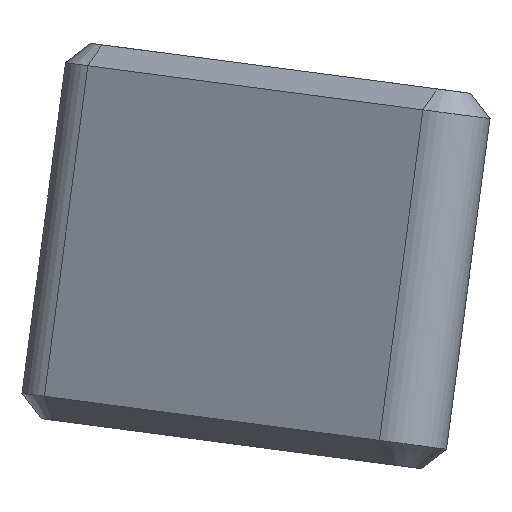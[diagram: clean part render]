
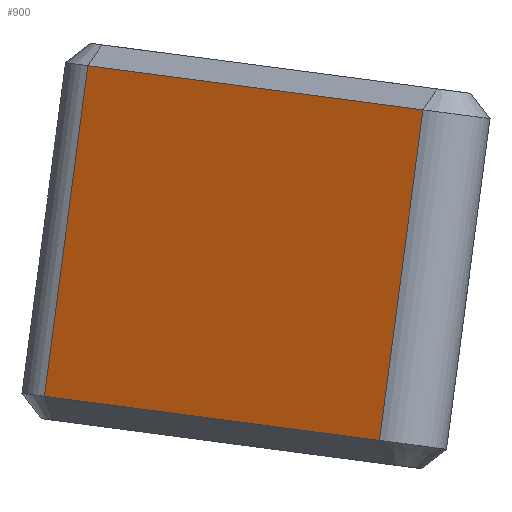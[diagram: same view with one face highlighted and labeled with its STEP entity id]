
A CAD part, left-side view. The second image highlights one B-rep face of the part: STEP entity #900.
In plain terms, the highlighted planar face has unit normal (-0.866, 0.496, 0.065).
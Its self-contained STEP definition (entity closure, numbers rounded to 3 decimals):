
#105=FACE_OUTER_BOUND('',#164,.T.);
#164=EDGE_LOOP('',(#657,#658,#659,#660));
#231=LINE('',#1389,#322);
#240=LINE('',#1421,#331);
#241=LINE('',#1425,#332);
#242=LINE('',#1426,#333);
#322=VECTOR('',#1090,10.);
#331=VECTOR('',#1129,10.);
#332=VECTOR('',#1134,10.);
#333=VECTOR('',#1135,10.);
#408=VERTEX_POINT('',#1379);
#410=VERTEX_POINT('',#1385);
#419=VERTEX_POINT('',#1420);
#420=VERTEX_POINT('',#1424);
#491=EDGE_CURVE('',#408,#410,#231,.T.);
#507=EDGE_CURVE('',#410,#419,#240,.T.);
#509=EDGE_CURVE('',#420,#408,#241,.T.);
#510=EDGE_CURVE('',#419,#420,#242,.T.);
#657=ORIENTED_EDGE('',*,*,#491,.F.);
#658=ORIENTED_EDGE('',*,*,#509,.F.);
#659=ORIENTED_EDGE('',*,*,#510,.F.);
#660=ORIENTED_EDGE('',*,*,#507,.F.);
#865=PLANE('',#973);
#900=ADVANCED_FACE('',(#105),#865,.T.);
#973=AXIS2_PLACEMENT_3D('',#1423,#1132,#1133);
#1090=DIRECTION('',(0.5,0.859,0.113));
#1129=DIRECTION('',(0.,-0.131,0.991));
#1132=DIRECTION('center_axis',(-0.866,0.496,0.065));
#1133=DIRECTION('ref_axis',(0.5,0.859,0.113));
#1134=DIRECTION('',(0.,0.131,-0.991));
#1135=DIRECTION('',(-0.5,-0.859,-0.113));
#1379=CARTESIAN_POINT('',(45.866,30.059,16.82));
#1385=CARTESIAN_POINT('',(48.031,33.777,17.31));
#1389=CARTESIAN_POINT('',(47.66,33.139,17.226));
#1420=CARTESIAN_POINT('',(48.031,33.294,20.978));
#1421=CARTESIAN_POINT('',(48.031,33.261,21.226));
#1423=CARTESIAN_POINT('Origin',(45.217,28.428,20.59));
#1424=CARTESIAN_POINT('',(45.866,29.576,20.489));
#1425=CARTESIAN_POINT('',(45.866,29.543,20.737));
#1426=CARTESIAN_POINT('',(47.66,32.656,20.894));
